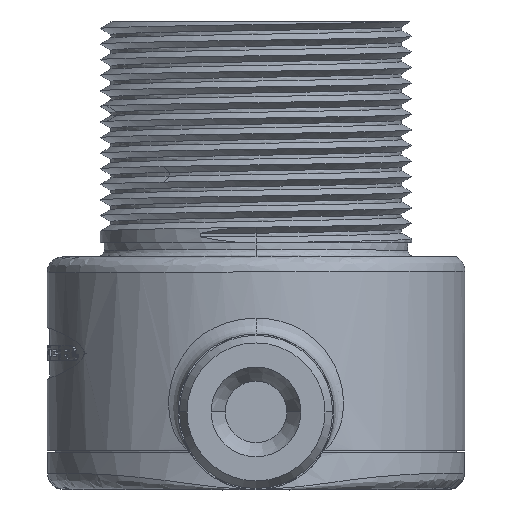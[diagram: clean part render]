
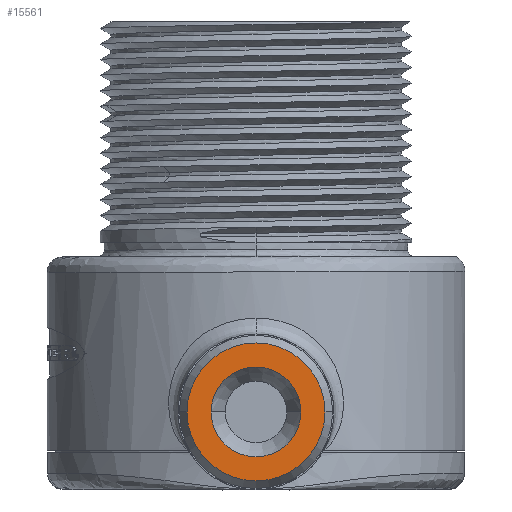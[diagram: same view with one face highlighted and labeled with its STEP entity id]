
A CAD part, front view. The second image highlights one B-rep face of the part: STEP entity #15561.
In plain terms, the highlighted planar face has unit normal (0, -1, 0).
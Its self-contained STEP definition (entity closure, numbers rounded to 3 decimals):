
#1512=CARTESIAN_POINT('',(0.,-31.039,-3.556));
#1513=DIRECTION('',(0.,1.,0.));
#1514=DIRECTION('',(1.,0.,0.));
#1515=AXIS2_PLACEMENT_3D('',#1512,#1513,#1514);
#1517=CARTESIAN_POINT('',(0.,-31.039,-3.556));
#1518=DIRECTION('',(0.,-1.,0.));
#1519=DIRECTION('',(1.,0.,0.));
#1520=AXIS2_PLACEMENT_3D('',#1517,#1518,#1519);
#1522=CARTESIAN_POINT('',(0.,-31.039,-3.556));
#1523=DIRECTION('',(0.,1.,0.));
#1524=DIRECTION('',(1.,0.,0.));
#1525=AXIS2_PLACEMENT_3D('',#1522,#1523,#1524);
#1527=CARTESIAN_POINT('',(0.,-31.039,-3.556));
#1528=DIRECTION('',(0.,-1.,0.));
#1529=DIRECTION('',(1.,0.,0.));
#1530=AXIS2_PLACEMENT_3D('',#1527,#1528,#1529);
#13885=CARTESIAN_POINT('',(4.318,-31.039,-3.556));
#13887=VERTEX_POINT('',#13885);
#13888=CARTESIAN_POINT('',(6.633,-31.039,-3.556));
#13890=VERTEX_POINT('',#13888);
#13893=CARTESIAN_POINT('',(-4.318,-31.039,-3.556));
#13895=VERTEX_POINT('',#13893);
#13896=CARTESIAN_POINT('',(-6.633,-31.039,-3.556));
#13898=VERTEX_POINT('',#13896);
#15546=CARTESIAN_POINT('',(0.,-31.039,-3.556));
#15547=DIRECTION('',(0.,-1.,0.));
#15548=DIRECTION('',(-1.,0.,0.));
#15549=AXIS2_PLACEMENT_3D('',#15546,#15547,#15548);
#15550=PLANE('',#15549);
#15551=ORIENTED_EDGE('',*,*,#15539,.F.);
#15552=ORIENTED_EDGE('',*,*,#15528,.T.);
#15553=EDGE_LOOP('',(#15551,#15552));
#15554=FACE_OUTER_BOUND('',#15553,.F.);
#15556=ORIENTED_EDGE('',*,*,#15555,.F.);
#15558=ORIENTED_EDGE('',*,*,#15557,.T.);
#15559=EDGE_LOOP('',(#15556,#15558));
#15560=FACE_BOUND('',#15559,.F.);
#15561=ADVANCED_FACE('',(#15554,#15560),#15550,.T.);
#1516=CIRCLE('',#1515,6.633);
#1521=CIRCLE('',#1520,6.633);
#1526=CIRCLE('',#1525,4.318);
#1531=CIRCLE('',#1530,4.318);
#15528=EDGE_CURVE('',#13890,#13898,#1516,.T.);
#15539=EDGE_CURVE('',#13890,#13898,#1521,.T.);
#15555=EDGE_CURVE('',#13887,#13895,#1526,.T.);
#15557=EDGE_CURVE('',#13887,#13895,#1531,.T.);
